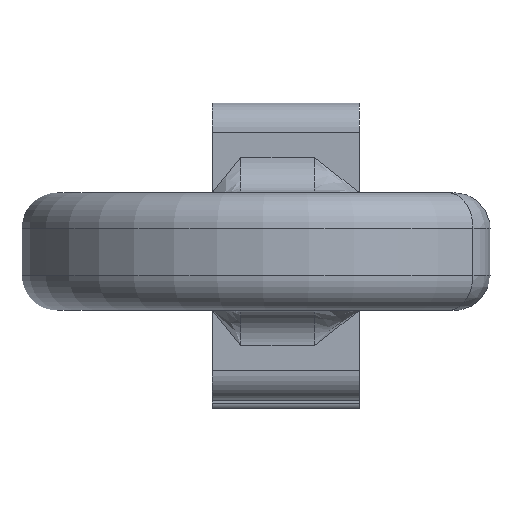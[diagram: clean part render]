
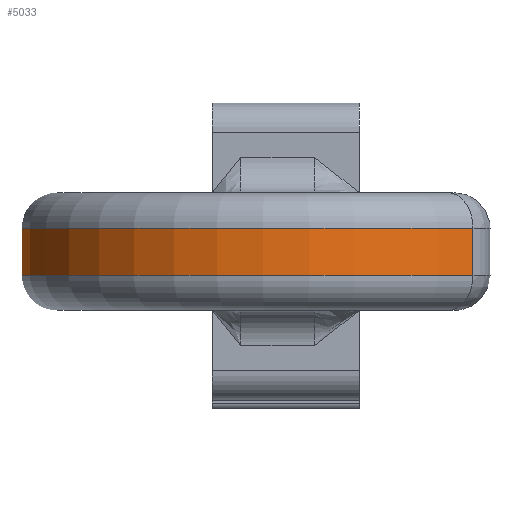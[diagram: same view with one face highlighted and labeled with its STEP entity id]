
A CAD part, front view. The second image highlights one B-rep face of the part: STEP entity #5033.
In plain terms, the highlighted cylindrical face has radius 45 mm (diameter 90 mm), a partial arc.
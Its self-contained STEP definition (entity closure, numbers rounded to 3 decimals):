
#2387 = PLANE('',#2388);
#2388 = AXIS2_PLACEMENT_3D('',#2389,#2390,#2391);
#2389 = CARTESIAN_POINT('',(-31.82,31.82,-10.));
#2390 = DIRECTION('',(-0.707,0.707,0.));
#2391 = DIRECTION('',(0.707,0.707,0.));
#4257 = EDGE_CURVE('',#4258,#4260,#4262,.T.);
#4258 = VERTEX_POINT('',#4259);
#4259 = CARTESIAN_POINT('',(-31.82,31.82,-4.));
#4260 = VERTEX_POINT('',#4261);
#4261 = CARTESIAN_POINT('',(-31.82,31.82,4.));
#4262 = SURFACE_CURVE('',#4263,(#4267,#4274),.PCURVE_S1.);
#4263 = LINE('',#4264,#4265);
#4264 = CARTESIAN_POINT('',(-31.82,31.82,-10.));
#4265 = VECTOR('',#4266,1.);
#4266 = DIRECTION('',(0.,0.,1.));
#4267 = PCURVE('',#2387,#4268);
#4268 = DEFINITIONAL_REPRESENTATION('',(#4269),#4273);
#4269 = LINE('',#4270,#4271);
#4270 = CARTESIAN_POINT('',(0.,0.));
#4271 = VECTOR('',#4272,1.);
#4272 = DIRECTION('',(0.,-1.));
#4273 = ( GEOMETRIC_REPRESENTATION_CONTEXT(2) 
PARAMETRIC_REPRESENTATION_CONTEXT() REPRESENTATION_CONTEXT('2D SPACE',''
  ) );
#4274 = PCURVE('',#4275,#4280);
#4275 = CYLINDRICAL_SURFACE('',#4276,45.);
#4276 = AXIS2_PLACEMENT_3D('',#4277,#4278,#4279);
#4277 = CARTESIAN_POINT('',(0.,0.,-10.));
#4278 = DIRECTION('',(-0.,-0.,-1.));
#4279 = DIRECTION('',(1.,0.,0.));
#4280 = DEFINITIONAL_REPRESENTATION('',(#4281),#4285);
#4281 = LINE('',#4282,#4283);
#4282 = CARTESIAN_POINT('',(-2.356,0.));
#4283 = VECTOR('',#4284,1.);
#4284 = DIRECTION('',(-0.,-1.));
#4285 = ( GEOMETRIC_REPRESENTATION_CONTEXT(2) 
PARAMETRIC_REPRESENTATION_CONTEXT() REPRESENTATION_CONTEXT('2D SPACE',''
  ) );
#4975 = TOROIDAL_SURFACE('',#4976,39.,6.);
#4976 = AXIS2_PLACEMENT_3D('',#4977,#4978,#4979);
#4977 = CARTESIAN_POINT('',(0.,0.,4.));
#4978 = DIRECTION('',(0.,0.,-1.));
#4979 = DIRECTION('',(-0.707,0.707,0.));
#5033 = ADVANCED_FACE('',(#5034),#4275,.T.);
#5034 = FACE_BOUND('',#5035,.F.);
#5035 = EDGE_LOOP('',(#5036,#5037,#5061,#5089));
#5036 = ORIENTED_EDGE('',*,*,#4257,.T.);
#5037 = ORIENTED_EDGE('',*,*,#5038,.T.);
#5038 = EDGE_CURVE('',#4260,#5039,#5041,.T.);
#5039 = VERTEX_POINT('',#5040);
#5040 = CARTESIAN_POINT('',(31.82,-31.82,4.));
#5041 = SURFACE_CURVE('',#5042,(#5047,#5054),.PCURVE_S1.);
#5042 = CIRCLE('',#5043,45.);
#5043 = AXIS2_PLACEMENT_3D('',#5044,#5045,#5046);
#5044 = CARTESIAN_POINT('',(0.,0.,4.));
#5045 = DIRECTION('',(0.,-0.,1.));
#5046 = DIRECTION('',(-0.707,0.707,0.));
#5047 = PCURVE('',#4275,#5048);
#5048 = DEFINITIONAL_REPRESENTATION('',(#5049),#5053);
#5049 = LINE('',#5050,#5051);
#5050 = CARTESIAN_POINT('',(-2.356,-14.));
#5051 = VECTOR('',#5052,1.);
#5052 = DIRECTION('',(-1.,0.));
#5053 = ( GEOMETRIC_REPRESENTATION_CONTEXT(2) 
PARAMETRIC_REPRESENTATION_CONTEXT() REPRESENTATION_CONTEXT('2D SPACE',''
  ) );
#5054 = PCURVE('',#4975,#5055);
#5055 = DEFINITIONAL_REPRESENTATION('',(#5056),#5060);
#5056 = LINE('',#5057,#5058);
#5057 = CARTESIAN_POINT('',(-0.,6.283));
#5058 = VECTOR('',#5059,1.);
#5059 = DIRECTION('',(-1.,0.));
#5060 = ( GEOMETRIC_REPRESENTATION_CONTEXT(2) 
PARAMETRIC_REPRESENTATION_CONTEXT() REPRESENTATION_CONTEXT('2D SPACE',''
  ) );
#5061 = ORIENTED_EDGE('',*,*,#5062,.F.);
#5062 = EDGE_CURVE('',#5063,#5039,#5065,.T.);
#5063 = VERTEX_POINT('',#5064);
#5064 = CARTESIAN_POINT('',(31.82,-31.82,-4.));
#5065 = SURFACE_CURVE('',#5066,(#5070,#5077),.PCURVE_S1.);
#5066 = LINE('',#5067,#5068);
#5067 = CARTESIAN_POINT('',(31.82,-31.82,-10.));
#5068 = VECTOR('',#5069,1.);
#5069 = DIRECTION('',(0.,0.,1.));
#5070 = PCURVE('',#4275,#5071);
#5071 = DEFINITIONAL_REPRESENTATION('',(#5072),#5076);
#5072 = LINE('',#5073,#5074);
#5073 = CARTESIAN_POINT('',(-5.498,0.));
#5074 = VECTOR('',#5075,1.);
#5075 = DIRECTION('',(-0.,-1.));
#5076 = ( GEOMETRIC_REPRESENTATION_CONTEXT(2) 
PARAMETRIC_REPRESENTATION_CONTEXT() REPRESENTATION_CONTEXT('2D SPACE',''
  ) );
#5077 = PCURVE('',#5078,#5083);
#5078 = CYLINDRICAL_SURFACE('',#5079,10.);
#5079 = AXIS2_PLACEMENT_3D('',#5080,#5081,#5082);
#5080 = CARTESIAN_POINT('',(24.749,-24.749,-10.));
#5081 = DIRECTION('',(-0.,-0.,-1.));
#5082 = DIRECTION('',(1.,0.,0.));
#5083 = DEFINITIONAL_REPRESENTATION('',(#5084),#5088);
#5084 = LINE('',#5085,#5086);
#5085 = CARTESIAN_POINT('',(-5.498,0.));
#5086 = VECTOR('',#5087,1.);
#5087 = DIRECTION('',(-0.,-1.));
#5088 = ( GEOMETRIC_REPRESENTATION_CONTEXT(2) 
PARAMETRIC_REPRESENTATION_CONTEXT() REPRESENTATION_CONTEXT('2D SPACE',''
  ) );
#5089 = ORIENTED_EDGE('',*,*,#5090,.F.);
#5090 = EDGE_CURVE('',#4258,#5063,#5091,.T.);
#5091 = SURFACE_CURVE('',#5092,(#5097,#5104),.PCURVE_S1.);
#5092 = CIRCLE('',#5093,45.);
#5093 = AXIS2_PLACEMENT_3D('',#5094,#5095,#5096);
#5094 = CARTESIAN_POINT('',(0.,0.,-4.));
#5095 = DIRECTION('',(0.,-0.,1.));
#5096 = DIRECTION('',(-0.707,0.707,0.));
#5097 = PCURVE('',#4275,#5098);
#5098 = DEFINITIONAL_REPRESENTATION('',(#5099),#5103);
#5099 = LINE('',#5100,#5101);
#5100 = CARTESIAN_POINT('',(-2.356,-6.));
#5101 = VECTOR('',#5102,1.);
#5102 = DIRECTION('',(-1.,0.));
#5103 = ( GEOMETRIC_REPRESENTATION_CONTEXT(2) 
PARAMETRIC_REPRESENTATION_CONTEXT() REPRESENTATION_CONTEXT('2D SPACE',''
  ) );
#5104 = PCURVE('',#5105,#5110);
#5105 = TOROIDAL_SURFACE('',#5106,39.,6.);
#5106 = AXIS2_PLACEMENT_3D('',#5107,#5108,#5109);
#5107 = CARTESIAN_POINT('',(0.,0.,-4.));
#5108 = DIRECTION('',(0.,0.,-1.));
#5109 = DIRECTION('',(-0.707,0.707,0.));
#5110 = DEFINITIONAL_REPRESENTATION('',(#5111),#5115);
#5111 = LINE('',#5112,#5113);
#5112 = CARTESIAN_POINT('',(-0.,0.));
#5113 = VECTOR('',#5114,1.);
#5114 = DIRECTION('',(-1.,0.));
#5115 = ( GEOMETRIC_REPRESENTATION_CONTEXT(2) 
PARAMETRIC_REPRESENTATION_CONTEXT() REPRESENTATION_CONTEXT('2D SPACE',''
  ) );
